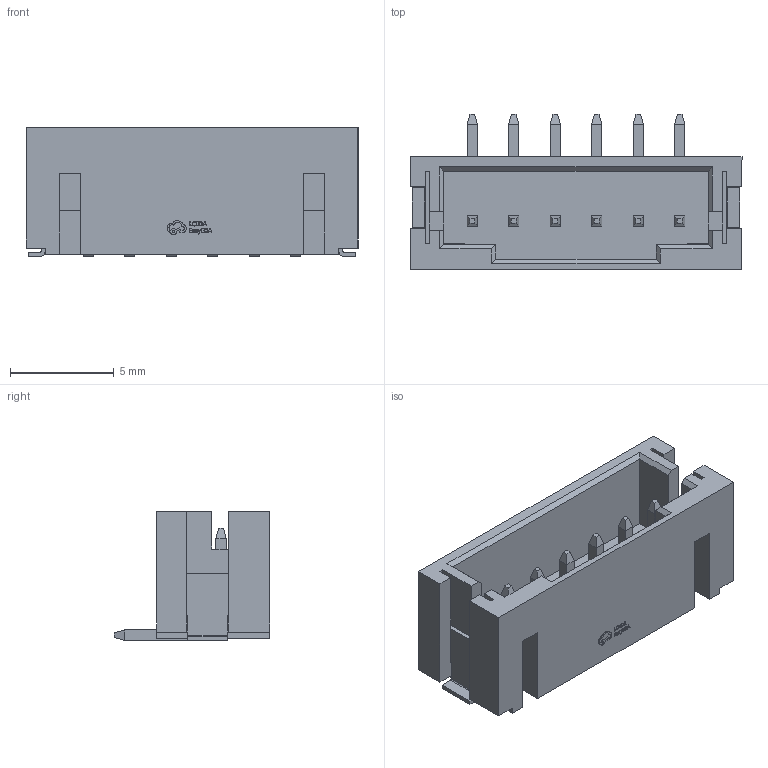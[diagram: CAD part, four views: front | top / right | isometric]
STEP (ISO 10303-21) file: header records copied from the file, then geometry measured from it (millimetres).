
FILE_DESCRIPTION (( 'STEP AP214' ), '1' );
FILE_NAME ('CONN-SMD_6P-P2.00_HANBO_WAFER-200L-6A.step', '2022-07-29T14:20:53', ( '' ), ( '' ), 'SwSTEP 2.0', 'SolidWorks 2020', '' );
FILE_SCHEMA (( 'AUTOMOTIVE_DESIGN' ));
Length unit declared in the file: millimetre
Products named in the file (1): CONN-SMD_6P-P2.00_HANBO_WAFER-200L-6A
Bounding box: 16 x 7.5 x 6.2 mm (x, y, z)
Volume: 301.3 mm3; surface area: 731.3 mm2
Topology: 16 solids, 16 shells, 494 faces, 1303 edges, 850 vertices
Faces by surface type: plane 372, bspline 112, cylinder 10
Entity records: 21199 total; most frequent: CARTESIAN_POINT 4752, ORIENTED_EDGE 2606, DIRECTION 1861, EDGE_CURVE 1303, VECTOR 1055, LINE 1055, VERTEX_POINT 850, EDGE_LOOP 519
